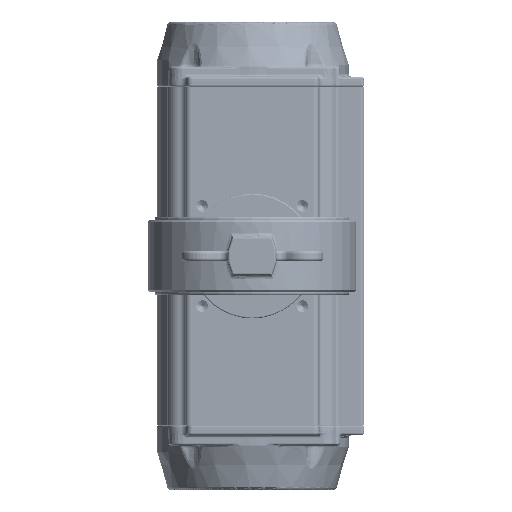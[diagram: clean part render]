
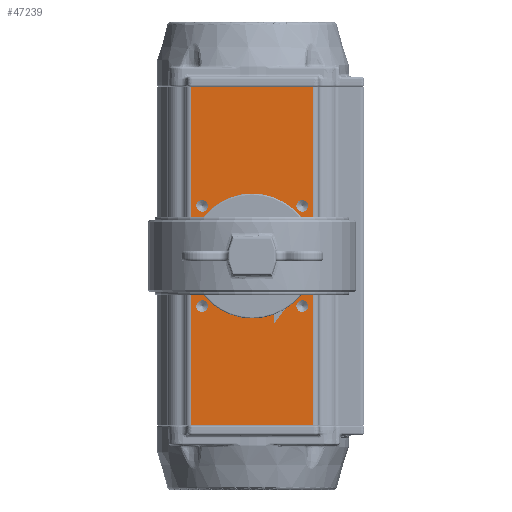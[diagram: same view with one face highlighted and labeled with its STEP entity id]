
A CAD part, front view. The second image highlights one B-rep face of the part: STEP entity #47239.
In plain terms, the highlighted planar face has unit normal (0, -1, 0).
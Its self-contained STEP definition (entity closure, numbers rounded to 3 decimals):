
#3020=CIRCLE('',#51319,3.324);
#3021=CIRCLE('',#51320,3.324);
#3022=CIRCLE('',#51321,3.324);
#3023=CIRCLE('',#51322,3.324);
#3024=CIRCLE('',#51323,4.188);
#3025=CIRCLE('',#51324,4.188);
#3026=CIRCLE('',#51325,4.188);
#3027=CIRCLE('',#51326,4.188);
#3028=CIRCLE('',#51327,27.481);
#5521=LINE('',#77303,#8206);
#5522=LINE('',#77305,#8207);
#5523=LINE('',#77307,#8208);
#5524=LINE('',#77309,#8209);
#8206=VECTOR('',#57912,1000.);
#8207=VECTOR('',#57915,1000.);
#8208=VECTOR('',#57916,1000.);
#8209=VECTOR('',#57917,1000.);
#13598=ORIENTED_EDGE('',*,*,#26232,.F.);
#13599=ORIENTED_EDGE('',*,*,#26231,.T.);
#13600=ORIENTED_EDGE('',*,*,#26233,.T.);
#13601=ORIENTED_EDGE('',*,*,#26234,.F.);
#13602=ORIENTED_EDGE('',*,*,#26235,.T.);
#13603=ORIENTED_EDGE('',*,*,#26236,.T.);
#13604=ORIENTED_EDGE('',*,*,#26237,.T.);
#13605=ORIENTED_EDGE('',*,*,#26238,.T.);
#13606=ORIENTED_EDGE('',*,*,#26239,.T.);
#13607=ORIENTED_EDGE('',*,*,#26240,.T.);
#13608=ORIENTED_EDGE('',*,*,#26241,.T.);
#13609=ORIENTED_EDGE('',*,*,#26242,.T.);
#13610=ORIENTED_EDGE('',*,*,#26243,.T.);
#26231=EDGE_CURVE('',#32845,#32846,#5521,.T.);
#26232=EDGE_CURVE('',#32845,#32847,#5522,.T.);
#26233=EDGE_CURVE('',#32846,#32848,#5523,.T.);
#26234=EDGE_CURVE('',#32847,#32848,#5524,.T.);
#26235=EDGE_CURVE('',#32849,#32849,#3020,.T.);
#26236=EDGE_CURVE('',#32850,#32850,#3021,.T.);
#26237=EDGE_CURVE('',#32851,#32851,#3022,.T.);
#26238=EDGE_CURVE('',#32852,#32852,#3023,.T.);
#26239=EDGE_CURVE('',#32853,#32853,#3024,.T.);
#26240=EDGE_CURVE('',#32854,#32854,#3025,.T.);
#26241=EDGE_CURVE('',#32855,#32855,#3026,.T.);
#26242=EDGE_CURVE('',#32856,#32856,#3027,.T.);
#26243=EDGE_CURVE('',#32857,#32857,#3028,.T.);
#32845=VERTEX_POINT('',#77300);
#32846=VERTEX_POINT('',#77302);
#32847=VERTEX_POINT('',#77306);
#32848=VERTEX_POINT('',#77308);
#32849=VERTEX_POINT('',#77311);
#32850=VERTEX_POINT('',#77313);
#32851=VERTEX_POINT('',#77315);
#32852=VERTEX_POINT('',#77317);
#32853=VERTEX_POINT('',#77319);
#32854=VERTEX_POINT('',#77321);
#32855=VERTEX_POINT('',#77323);
#32856=VERTEX_POINT('',#77325);
#32857=VERTEX_POINT('',#77327);
#39366=EDGE_LOOP('',(#13598,#13599,#13600,#13601));
#39367=EDGE_LOOP('',(#13602));
#39368=EDGE_LOOP('',(#13603));
#39369=EDGE_LOOP('',(#13604));
#39370=EDGE_LOOP('',(#13605));
#39371=EDGE_LOOP('',(#13606));
#39372=EDGE_LOOP('',(#13607));
#39373=EDGE_LOOP('',(#13608));
#39374=EDGE_LOOP('',(#13609));
#39375=EDGE_LOOP('',(#13610));
#42941=FACE_BOUND('',#39366,.T.);
#42942=FACE_BOUND('',#39367,.T.);
#42943=FACE_BOUND('',#39368,.T.);
#42944=FACE_BOUND('',#39369,.T.);
#42945=FACE_BOUND('',#39370,.T.);
#42946=FACE_BOUND('',#39371,.T.);
#42947=FACE_BOUND('',#39372,.T.);
#42948=FACE_BOUND('',#39373,.T.);
#42949=FACE_BOUND('',#39374,.T.);
#42950=FACE_BOUND('',#39375,.T.);
#45931=PLANE('',#51318);
#47239=ADVANCED_FACE('',(#42941,#42942,#42943,#42944,#42945,#42946,#42947,
#42948,#42949,#42950),#45931,.T.);
#51318=AXIS2_PLACEMENT_3D('',#77304,#57913,#57914);
#51319=AXIS2_PLACEMENT_3D('',#77310,#57918,#57919);
#51320=AXIS2_PLACEMENT_3D('',#77312,#57920,#57921);
#51321=AXIS2_PLACEMENT_3D('',#77314,#57922,#57923);
#51322=AXIS2_PLACEMENT_3D('',#77316,#57924,#57925);
#51323=AXIS2_PLACEMENT_3D('',#77318,#57926,#57927);
#51324=AXIS2_PLACEMENT_3D('',#77320,#57928,#57929);
#51325=AXIS2_PLACEMENT_3D('',#77322,#57930,#57931);
#51326=AXIS2_PLACEMENT_3D('',#77324,#57932,#57933);
#51327=AXIS2_PLACEMENT_3D('',#77326,#57934,#57935);
#57912=DIRECTION('',(0.,0.,-1.));
#57913=DIRECTION('',(0.,-1.,0.));
#57914=DIRECTION('',(1.,0.,0.));
#57915=DIRECTION('',(1.,0.,0.));
#57916=DIRECTION('',(1.,0.,0.));
#57917=DIRECTION('',(0.,0.,-1.));
#57918=DIRECTION('',(0.,1.,0.));
#57919=DIRECTION('',(1.,0.,0.));
#57920=DIRECTION('',(0.,1.,0.));
#57921=DIRECTION('',(1.,0.,0.));
#57922=DIRECTION('',(0.,1.,0.));
#57923=DIRECTION('',(1.,0.,0.));
#57924=DIRECTION('',(0.,1.,0.));
#57925=DIRECTION('',(1.,0.,0.));
#57926=DIRECTION('',(0.,1.,0.));
#57927=DIRECTION('',(1.,0.,0.));
#57928=DIRECTION('',(0.,1.,0.));
#57929=DIRECTION('',(1.,0.,0.));
#57930=DIRECTION('',(0.,1.,0.));
#57931=DIRECTION('',(1.,0.,0.));
#57932=DIRECTION('',(0.,1.,0.));
#57933=DIRECTION('',(1.,0.,0.));
#57934=DIRECTION('',(0.,1.,0.));
#57935=DIRECTION('',(1.,0.,0.));
#77300=CARTESIAN_POINT('',(-44.,-80.5,244.));
#77302=CARTESIAN_POINT('',(-44.,-80.5,0.));
#77303=CARTESIAN_POINT('',(-44.,-80.5,0.));
#77304=CARTESIAN_POINT('',(-44.,-80.5,0.));
#77305=CARTESIAN_POINT('',(8.442,-80.5,244.));
#77306=CARTESIAN_POINT('',(44.,-80.5,244.));
#77307=CARTESIAN_POINT('',(8.442,-80.5,0.));
#77308=CARTESIAN_POINT('',(44.,-80.5,0.));
#77309=CARTESIAN_POINT('',(44.,-80.5,0.));
#77310=CARTESIAN_POINT('',(24.749,-80.5,146.749));
#77311=CARTESIAN_POINT('',(28.072,-80.5,146.749));
#77312=CARTESIAN_POINT('',(-24.749,-80.5,146.749));
#77313=CARTESIAN_POINT('',(-21.425,-80.5,146.749));
#77314=CARTESIAN_POINT('',(-24.749,-80.5,97.251));
#77315=CARTESIAN_POINT('',(-21.425,-80.5,97.251));
#77316=CARTESIAN_POINT('',(24.749,-80.5,97.251));
#77317=CARTESIAN_POINT('',(28.072,-80.5,97.251));
#77318=CARTESIAN_POINT('',(36.062,-80.5,158.062));
#77319=CARTESIAN_POINT('',(40.25,-80.5,158.062));
#77320=CARTESIAN_POINT('',(-36.062,-80.5,158.062));
#77321=CARTESIAN_POINT('',(-31.874,-80.5,158.062));
#77322=CARTESIAN_POINT('',(-36.062,-80.5,85.938));
#77323=CARTESIAN_POINT('',(-31.874,-80.5,85.938));
#77324=CARTESIAN_POINT('',(36.062,-80.5,85.938));
#77325=CARTESIAN_POINT('',(40.25,-80.5,85.938));
#77326=CARTESIAN_POINT('',(0.,-80.5,122.));
#77327=CARTESIAN_POINT('',(27.481,-80.5,122.));
